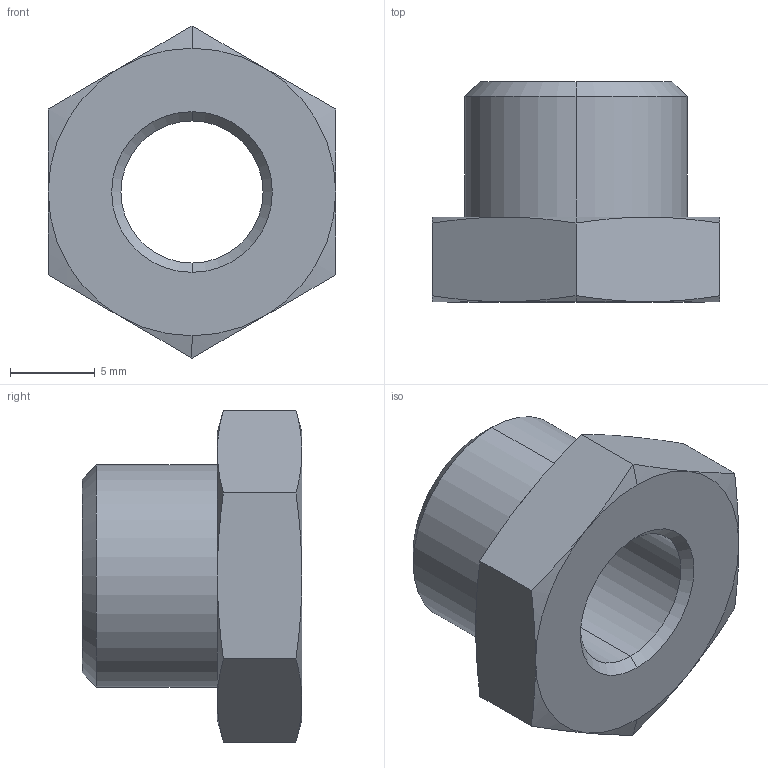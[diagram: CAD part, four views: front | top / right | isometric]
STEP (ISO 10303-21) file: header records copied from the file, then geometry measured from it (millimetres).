
FILE_DESCRIPTION(('STEP AP214'),'1');
FILE_NAME('COVAL_IM14F18.stp','2017-12-28T08:28:06',('TraceParts'),('TraceParts S.A.'),'Spatial InterOp 3D',' ',' ');
FILE_SCHEMA(('automotive_design'));
Length unit declared in the file: millimetre
Products named in the file (1): COVAL_IM14F18
Bounding box: 17 x 13 x 19.63 mm (x, y, z)
Volume: 1591.4 mm3; surface area: 1307.6 mm2
Topology: 1 solids, 1 shells, 35 faces, 74 edges, 42 vertices
Faces by surface type: cone 22, plane 9, cylinder 4
Entity records: 1254 total; most frequent: CARTESIAN_POINT 232, DIRECTION 152, ORIENTED_EDGE 148, EDGE_CURVE 74, AXIS2_PLACEMENT_3D 66, VERTEX_POINT 42, EDGE_LOOP 38, STYLED_ITEM 35
